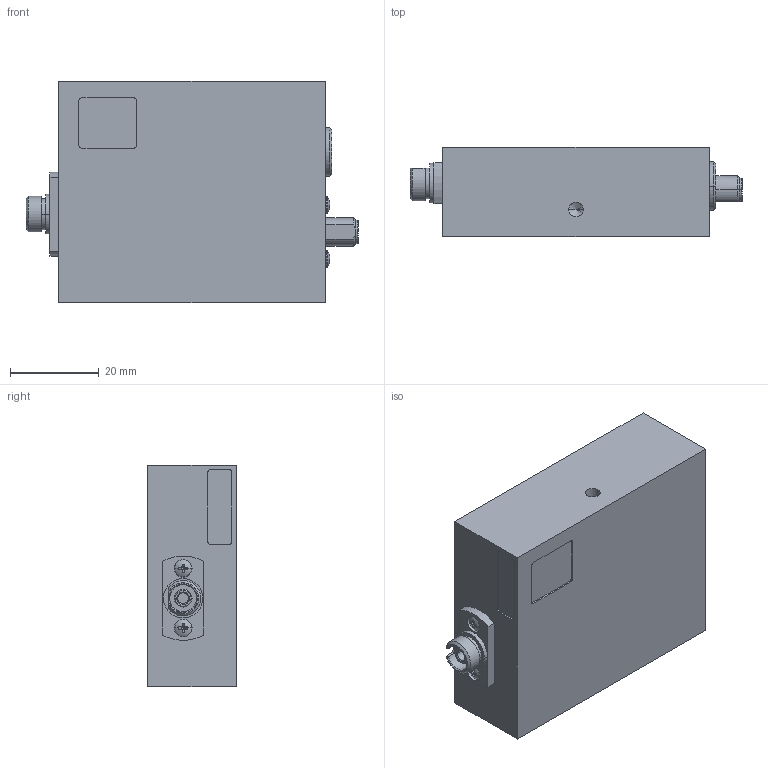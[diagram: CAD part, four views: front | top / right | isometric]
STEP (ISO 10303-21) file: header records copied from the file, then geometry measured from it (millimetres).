
FILE_DESCRIPTION (( 'STEP AP214' ), '1' );
FILE_NAME ('FPD310-FC-VIS_170721.STEP', '2017-07-21T13:19:43', ( '' ), ( '' ), 'SwSTEP 2.0', 'SolidWorks 2016', '' );
FILE_SCHEMA (( 'AUTOMOTIVE_DESIGN' ));
Length unit declared in the file: millimetre
Products named in the file (1): FPD310-FC-VIS_170721
Bounding box: 74.8 x 20 x 50 mm (x, y, z)
Volume: 38939.5 mm3; surface area: 28639.3 mm2
Topology: 21 solids, 21 shells, 1109 faces, 2632 edges, 1562 vertices
Faces by surface type: plane 472, cylinder 298, cone 287, torus 44, sphere 8
Entity records: 43931 total; most frequent: CARTESIAN_POINT 5836, DIRECTION 5708, ORIENTED_EDGE 5128, EDGE_CURVE 2564, AXIS2_PLACEMENT_3D 2228, VERTEX_POINT 1562, VECTOR 1252, LINE 1252
